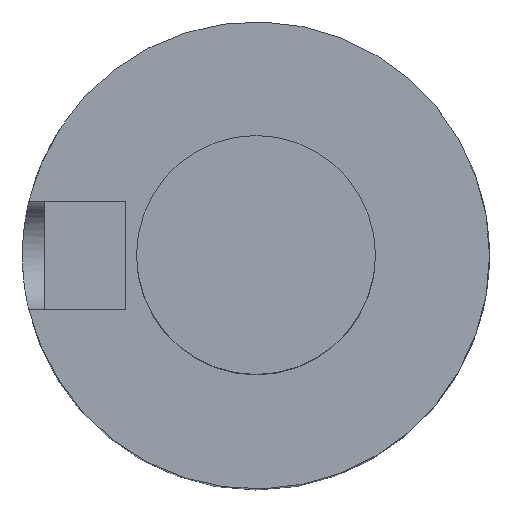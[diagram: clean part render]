
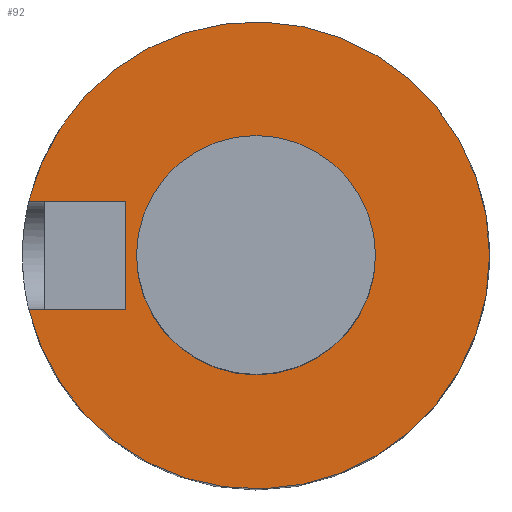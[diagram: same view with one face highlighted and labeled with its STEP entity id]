
A CAD part, top view. The second image highlights one B-rep face of the part: STEP entity #92.
In plain terms, the highlighted planar face has unit normal (0, 0, 1).
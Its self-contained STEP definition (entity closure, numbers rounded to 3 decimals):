
#57=PLANE('',#386);
#73=FACE_OUTER_BOUND('',#121,.T.);
#92=ADVANCED_FACE('',(#73),#57,.T.);
#121=EDGE_LOOP('',(#169,#170,#171,#172));
#138=CIRCLE('',#377,21.5);
#169=ORIENTED_EDGE('',*,*,#266,.F.);
#170=ORIENTED_EDGE('',*,*,#254,.T.);
#171=ORIENTED_EDGE('',*,*,#267,.F.);
#172=ORIENTED_EDGE('',*,*,#268,.F.);
#226=VERTEX_POINT('',#511);
#228=VERTEX_POINT('',#524);
#237=VERTEX_POINT('',#550);
#238=VERTEX_POINT('',#552);
#254=EDGE_CURVE('',#226,#228,#138,.T.);
#266=EDGE_CURVE('',#226,#237,#298,.T.);
#267=EDGE_CURVE('',#238,#228,#299,.T.);
#268=EDGE_CURVE('',#237,#238,#300,.T.);
#298=LINE('',#549,#325);
#299=LINE('',#551,#326);
#300=LINE('',#553,#327);
#325=VECTOR('',#444,1.);
#326=VECTOR('',#445,1.);
#327=VECTOR('',#446,1.);
#377=AXIS2_PLACEMENT_3D('',#525,#419,#420);
#386=AXIS2_PLACEMENT_3D('',#554,#447,#448);
#419=DIRECTION('',(0.,0.,1.));
#420=DIRECTION('',(-1.,0.,0.));
#444=DIRECTION('',(1.,0.,0.));
#445=DIRECTION('',(-1.,0.,0.));
#446=DIRECTION('',(0.,1.,0.));
#447=DIRECTION('',(0.,0.,1.));
#448=DIRECTION('',(-1.,0.,0.));
#511=CARTESIAN_POINT('',(-20.911,-5.,0.));
#524=CARTESIAN_POINT('',(-20.911,5.,0.));
#525=CARTESIAN_POINT('',(0.,0.,0.));
#549=CARTESIAN_POINT('',(0.,-5.,0.));
#550=CARTESIAN_POINT('',(-12.,-5.,0.));
#551=CARTESIAN_POINT('',(0.,5.,0.));
#552=CARTESIAN_POINT('',(-12.,5.,0.));
#553=CARTESIAN_POINT('',(-12.,0.,0.));
#554=CARTESIAN_POINT('',(0.,0.,0.));
